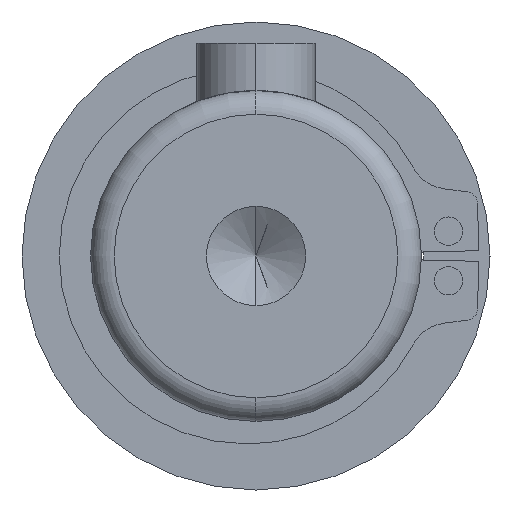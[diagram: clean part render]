
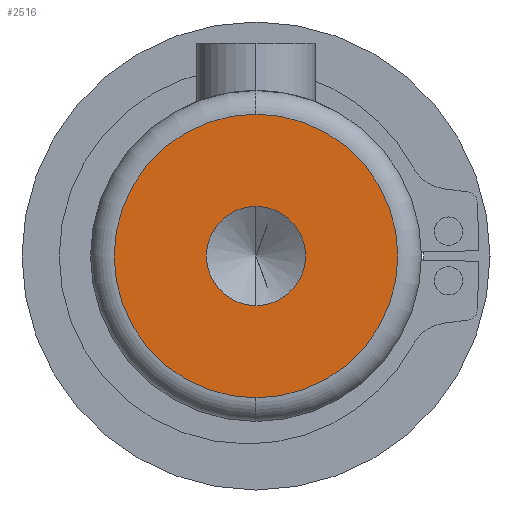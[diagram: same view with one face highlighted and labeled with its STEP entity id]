
A CAD part, left-side view. The second image highlights one B-rep face of the part: STEP entity #2516.
In plain terms, the highlighted planar face has unit normal (-1, 0, 0).
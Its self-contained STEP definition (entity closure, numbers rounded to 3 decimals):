
#83 = EDGE_CURVE ( 'NONE', #2951, #4071, #3662, .T. ) ;
#193 = CARTESIAN_POINT ( 'NONE',  ( -30.239, 0., 6. ) ) ;
#233 = CIRCLE ( 'NONE', #2727, 2.1 ) ;
#419 = CIRCLE ( 'NONE', #1552, 6. ) ;
#424 = VERTEX_POINT ( 'NONE', #1352 ) ;
#429 = CARTESIAN_POINT ( 'NONE',  ( -30.239, 0., -6. ) ) ;
#446 = CARTESIAN_POINT ( 'NONE',  ( -30.239, 7., 0. ) ) ;
#575 = CARTESIAN_POINT ( 'NONE',  ( -30.239, 0., 0. ) ) ;
#598 = CARTESIAN_POINT ( 'NONE',  ( -30.239, 0., 2.1 ) ) ;
#619 = EDGE_LOOP ( 'NONE', ( #2069, #1807 ) ) ;
#688 = DIRECTION ( 'NONE',  ( 0., 0., 1. ) ) ;
#704 = AXIS2_PLACEMENT_3D ( 'NONE', #1017, #1034, #2636 ) ;
#782 = VERTEX_POINT ( 'NONE', #598 ) ;
#829 = ORIENTED_EDGE ( 'NONE', *, *, #2584, .T. ) ;
#1017 = CARTESIAN_POINT ( 'NONE',  ( -30.239, 0., 0. ) ) ;
#1034 = DIRECTION ( 'NONE',  ( -1., 0., 0. ) ) ;
#1352 = CARTESIAN_POINT ( 'NONE',  ( -30.239, 0., -2.1 ) ) ;
#1490 = ORIENTED_EDGE ( 'NONE', *, *, #83, .T. ) ;
#1526 = AXIS2_PLACEMENT_3D ( 'NONE', #3700, #2060, #1747 ) ;
#1552 = AXIS2_PLACEMENT_3D ( 'NONE', #575, #1919, #3641 ) ;
#1747 = DIRECTION ( 'NONE',  ( 0., 0., -1. ) ) ;
#1764 = EDGE_LOOP ( 'NONE', ( #1490, #829 ) ) ;
#1807 = ORIENTED_EDGE ( 'NONE', *, *, #3341, .F. ) ;
#1851 = DIRECTION ( 'NONE',  ( 1., 0., 0. ) ) ;
#1919 = DIRECTION ( 'NONE',  ( -1., 0., 0. ) ) ;
#2037 = CIRCLE ( 'NONE', #704, 2.1 ) ;
#2060 = DIRECTION ( 'NONE',  ( -1., 0., 0. ) ) ;
#2069 = ORIENTED_EDGE ( 'NONE', *, *, #2797, .F. ) ;
#2121 = FACE_OUTER_BOUND ( 'NONE', #1764, .T. ) ;
#2516 = ADVANCED_FACE ( 'NONE', ( #3864, #2121 ), #3434, .F. ) ;
#2584 = EDGE_CURVE ( 'NONE', #4071, #2951, #419, .T. ) ;
#2636 = DIRECTION ( 'NONE',  ( 0., 0., 1. ) ) ;
#2727 = AXIS2_PLACEMENT_3D ( 'NONE', #4073, #3099, #688 ) ;
#2797 = EDGE_CURVE ( 'NONE', #782, #424, #2037, .T. ) ;
#2951 = VERTEX_POINT ( 'NONE', #429 ) ;
#3099 = DIRECTION ( 'NONE',  ( -1., 0., 0. ) ) ;
#3131 = AXIS2_PLACEMENT_3D ( 'NONE', #446, #1851, #3515 ) ;
#3341 = EDGE_CURVE ( 'NONE', #424, #782, #233, .T. ) ;
#3434 = PLANE ( 'NONE',  #3131 ) ;
#3515 = DIRECTION ( 'NONE',  ( 0., 1., 0. ) ) ;
#3641 = DIRECTION ( 'NONE',  ( 0., 0., -1. ) ) ;
#3662 = CIRCLE ( 'NONE', #1526, 6. ) ;
#3700 = CARTESIAN_POINT ( 'NONE',  ( -30.239, 0., 0. ) ) ;
#3864 = FACE_BOUND ( 'NONE', #619, .T. ) ;
#4071 = VERTEX_POINT ( 'NONE', #193 ) ;
#4073 = CARTESIAN_POINT ( 'NONE',  ( -30.239, 0., 0. ) ) ;
